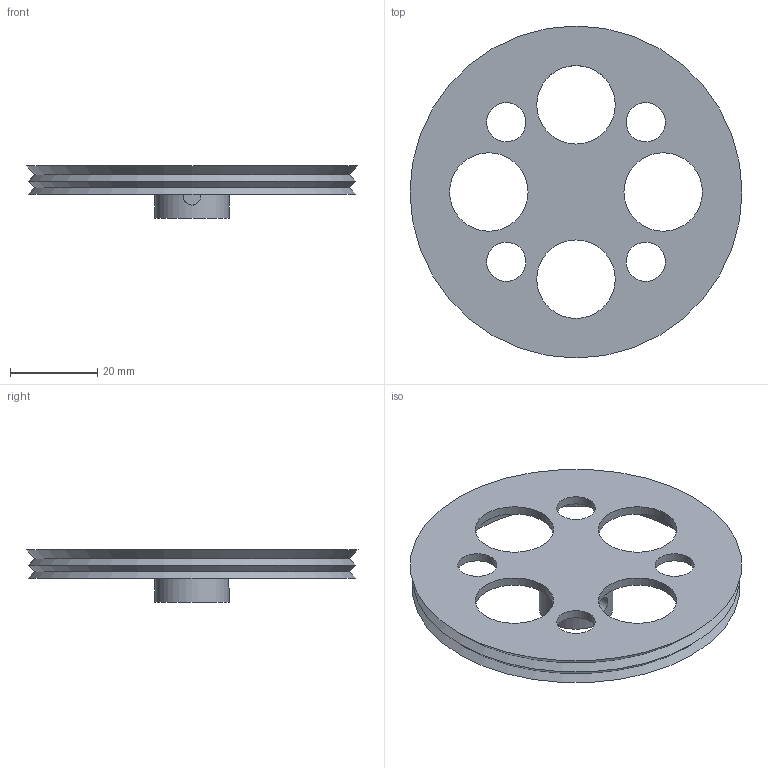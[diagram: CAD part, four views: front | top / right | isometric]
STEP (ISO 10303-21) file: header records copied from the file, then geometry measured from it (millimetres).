
FILE_DESCRIPTION(('FreeCAD Model'),'2;1');
FILE_NAME('Open CASCADE Shape Model','2021-06-06T19:41:53',('Author'),( ''),'Open CASCADE STEP processor 7.5','FreeCAD','Unknown');
FILE_SCHEMA(('AUTOMOTIVE_DESIGN { 1 0 10303 214 1 1 1 1 }'));
Length unit declared in the file: millimetre
Products named in the file (2): rueda-dos-juntas-src; Cut007
Assembly tree (1 placements, depth 2):
  rueda-dos-juntas-src
    Cut007
Bounding box: 76.17 x 76.17 x 12 mm (x, y, z)
Volume: 12595.9 mm3; surface area: 10760.6 mm2
Topology: 1 solids, 1 shells, 32 faces, 77 edges, 50 vertices
Faces by surface type: cylinder 14, plane 13, cone 5
Full cylindrical faces by diameter (mm): 4 x2, 9 x4, 17 x1, 18 x4, 65.172 x1
Entity records: 2285 total; most frequent: CARTESIAN_POINT 684, DIRECTION 289, ORIENTED_EDGE 154, PCURVE 154, DEFINITIONAL_REPRESENTATION 154, LINE 143, VECTOR 143, EDGE_CURVE 77
